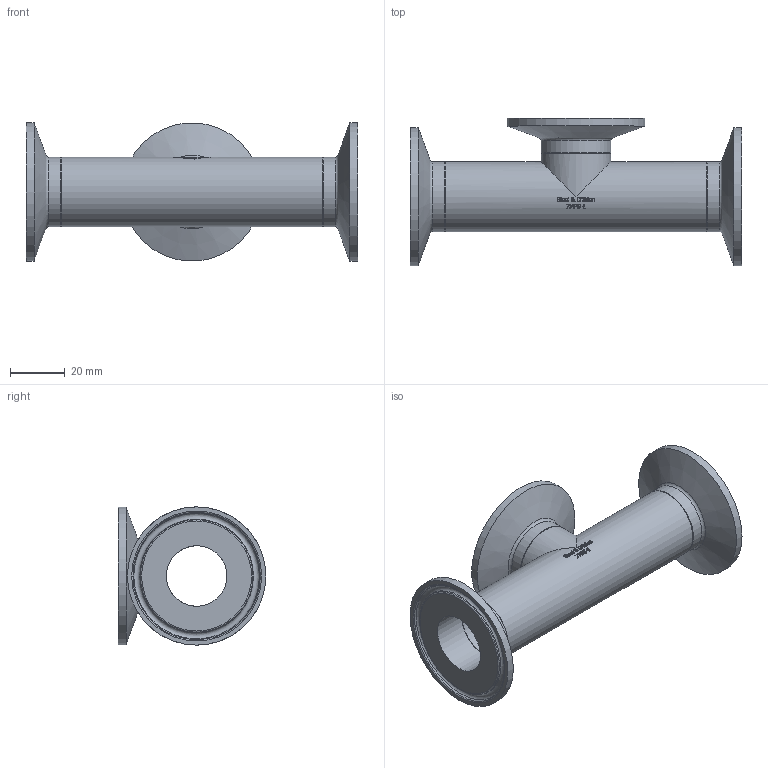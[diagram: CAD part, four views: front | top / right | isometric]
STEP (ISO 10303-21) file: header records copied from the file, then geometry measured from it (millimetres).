
FILE_DESCRIPTION(/* description */ (''),/* implementation_level */ '2;1');
FILE_NAME(/* name */ '7MPS-1.stp',/* time_stamp */ '2019-02-01T15:16:46-05:00',/* author */ ('rick'),/* organization */ (''),/* preprocessor_version */ 'ST-DEVELOPER v15.2',/* originating_system */ 'Autodesk Inventor 2014',/* authorisation */ '');
FILE_SCHEMA (('AUTOMOTIVE_DESIGN { 1 0 10303 214 3 1 1 }'));
Length unit declared in the file: inch
Products named in the file (1): 7MPS-1
Bounding box: 120.65 x 53.77 x 50.39 mm (x, y, z)
Volume: 36858.7 mm3; surface area: 29874.5 mm2
Topology: 1 solids, 1 shells, 351 faces, 912 edges, 600 vertices
Faces by surface type: bspline 144, plane 138, cylinder 42, torus 18, cone 9
Full cylindrical faces by diameter (mm): 22.098 x5, 25.4 x5, 50.394 x3
Entity records: 13279 total; most frequent: CARTESIAN_POINT 5573, ORIENTED_EDGE 1730, DIRECTION 1178, EDGE_CURVE 865, VERTEX_POINT 595, EDGE_LOOP 434, AXIS2_PLACEMENT_3D 393, LINE 392
